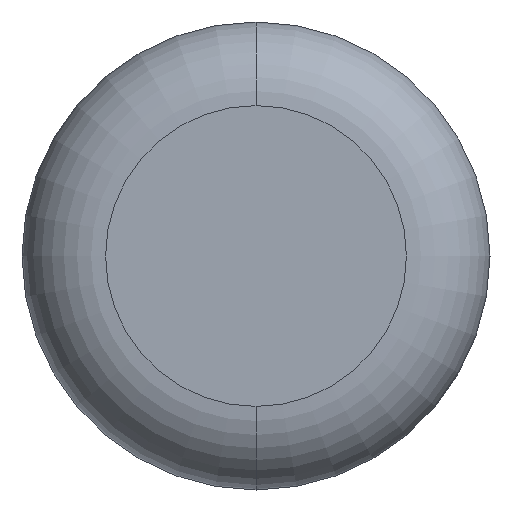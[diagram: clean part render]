
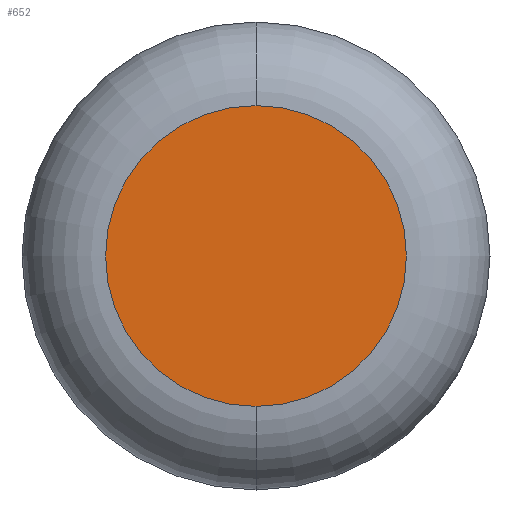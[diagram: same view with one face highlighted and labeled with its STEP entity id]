
A CAD part, front view. The second image highlights one B-rep face of the part: STEP entity #652.
In plain terms, the highlighted planar face has unit normal (0, -1, 0).
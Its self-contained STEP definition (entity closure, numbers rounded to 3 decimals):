
#1 = CIRCLE ( 'NONE', #622, 1.8 ) ;
#38 = CARTESIAN_POINT ( 'NONE',  ( 0., 0., -1.8 ) ) ;
#87 = DIRECTION ( 'NONE',  ( 0., 1., 0. ) ) ;
#92 = DIRECTION ( 'NONE',  ( 0., 0., -1. ) ) ;
#242 = VERTEX_POINT ( 'NONE', #387 ) ;
#287 = DIRECTION ( 'NONE',  ( 0., -1., 0. ) ) ;
#291 = AXIS2_PLACEMENT_3D ( 'NONE', #586, #287, #92 ) ;
#301 = DIRECTION ( 'NONE',  ( 0., 0., -1. ) ) ;
#353 = CIRCLE ( 'NONE', #291, 1.8 ) ;
#360 = CARTESIAN_POINT ( 'NONE',  ( 0., 0., 0. ) ) ;
#370 = EDGE_CURVE ( 'NONE', #242, #732, #353, .T. ) ;
#387 = CARTESIAN_POINT ( 'NONE',  ( 0., 0., 1.8 ) ) ;
#412 = PLANE ( 'NONE',  #606 ) ;
#419 = ORIENTED_EDGE ( 'NONE', *, *, #370, .T. ) ;
#467 = ORIENTED_EDGE ( 'NONE', *, *, #786, .T. ) ;
#523 = CARTESIAN_POINT ( 'NONE',  ( -1.8, 0., 0. ) ) ;
#527 = DIRECTION ( 'NONE',  ( 0., 0., 1. ) ) ;
#586 = CARTESIAN_POINT ( 'NONE',  ( 0., 0., 0. ) ) ;
#606 = AXIS2_PLACEMENT_3D ( 'NONE', #523, #87, #527 ) ;
#622 = AXIS2_PLACEMENT_3D ( 'NONE', #360, #671, #301 ) ;
#652 = ADVANCED_FACE ( 'NONE', ( #667 ), #412, .F. ) ;
#667 = FACE_OUTER_BOUND ( 'NONE', #792, .T. ) ;
#671 = DIRECTION ( 'NONE',  ( 0., -1., 0. ) ) ;
#732 = VERTEX_POINT ( 'NONE', #38 ) ;
#786 = EDGE_CURVE ( 'NONE', #732, #242, #1, .T. ) ;
#792 = EDGE_LOOP ( 'NONE', ( #467, #419 ) ) ;
